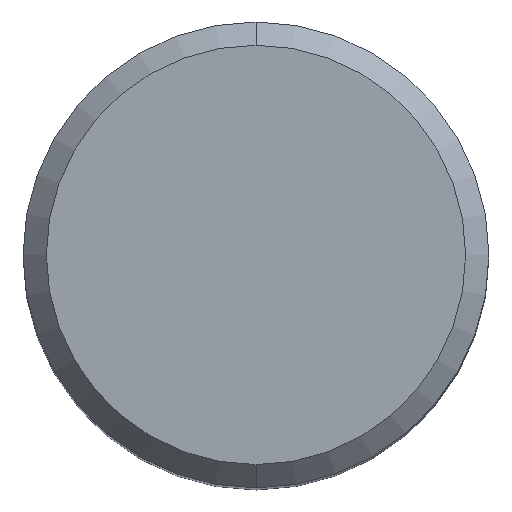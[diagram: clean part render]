
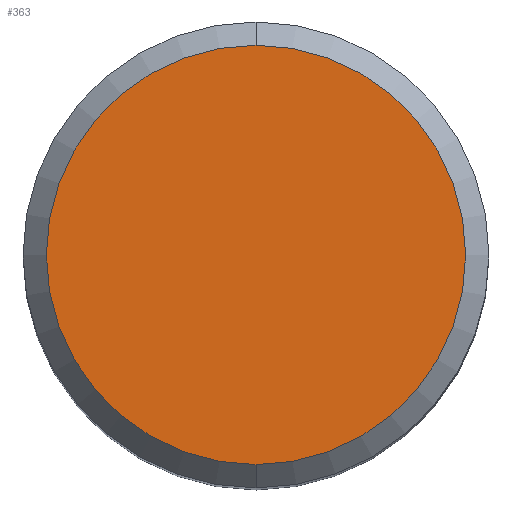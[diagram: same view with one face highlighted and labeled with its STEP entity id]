
A CAD part, top view. The second image highlights one B-rep face of the part: STEP entity #363.
In plain terms, the highlighted planar face has unit normal (0, 0, 1).
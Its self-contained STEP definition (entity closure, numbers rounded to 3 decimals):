
#183=EDGE_CURVE('',#199,#417,#482,.T.);
#199=VERTEX_POINT('',#498);
#245=EDGE_CURVE('',#417,#199,#549,.T.);
#363=ADVANCED_FACE('',(#681),#682,.T.);
#417=VERTEX_POINT('',#743);
#482=CIRCLE('',#833,7.2);
#498=CARTESIAN_POINT('',(0.,-7.2,0.0));
#549=CIRCLE('',#975,7.2);
#681=FACE_OUTER_BOUND('',#1224,.T.);
#682=PLANE('',#1225);
#743=CARTESIAN_POINT('',(0.0,7.2,0.0));
#833=AXIS2_PLACEMENT_3D('',#1484,#1485,#1486);
#975=AXIS2_PLACEMENT_3D('',#1539,#1540,#1541);
#1224=EDGE_LOOP('',(#1725,#1726));
#1225=AXIS2_PLACEMENT_3D('',#1727,#1728,#1729);
#1484=CARTESIAN_POINT('',(0.0,0.0,0.0));
#1485=DIRECTION('',(0.0,0.0,-1.0));
#1486=DIRECTION('',(0.0,1.0,0.0));
#1539=CARTESIAN_POINT('',(0.0,0.0,0.0));
#1540=DIRECTION('',(0.0,0.0,-1.0));
#1541=DIRECTION('',(0.0,1.0,0.0));
#1725=ORIENTED_EDGE('',*,*,#245,.F.);
#1726=ORIENTED_EDGE('',*,*,#183,.F.);
#1727=CARTESIAN_POINT('',(0.0,3.6,0.0));
#1728=DIRECTION('',(-0.0,0.0,1.0));
#1729=DIRECTION('',(0.0,-1.0,0.0));
